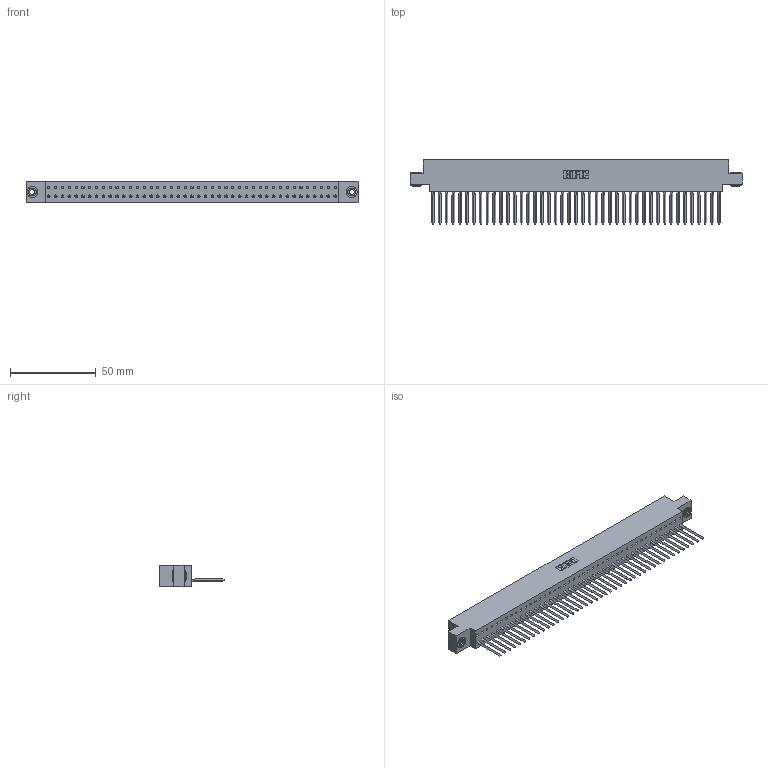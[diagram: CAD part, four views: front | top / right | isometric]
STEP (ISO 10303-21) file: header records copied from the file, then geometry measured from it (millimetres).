
FILE_DESCRIPTION (( 'STEP AP203' ), '1' );
FILE_NAME ('317-043-541-603.STEP', '2020-02-28T01:50:13', ( '' ), ( '' ), 'SwSTEP 2.0', 'SolidWorks 2016', '' );
FILE_SCHEMA (( 'CONFIG_CONTROL_DESIGN' ));
Length unit declared in the file: inch
Products named in the file (4): 317 Part_.156 Dia - TH; 345-250-002_345-250-002-102; 317-290-002_541; 317-043-541-603
Assembly tree (46 placements, depth 2):
  317-043-541-603
    317 Part_.156 Dia - TH
    317-290-002_541  x43
    345-250-002_345-250-002-102  x2
Bounding box: 193.09 x 37.34 x 12.7 mm (x, y, z)
Volume: 31363 mm3; surface area: 44566 mm2
Topology: 46 solids, 46 shells, 6676 faces, 19013 edges, 12356 vertices
Faces by surface type: plane 5400, cylinder 1096, bspline 172, cone 8
Entity records: 62839 total; most frequent: CARTESIAN_POINT 11781, ORIENTED_EDGE 11070, DIRECTION 9135, EDGE_CURVE 5535, VECTOR 5147, LINE 5147, VERTEX_POINT 3680, AXIS2_PLACEMENT_3D 1994
